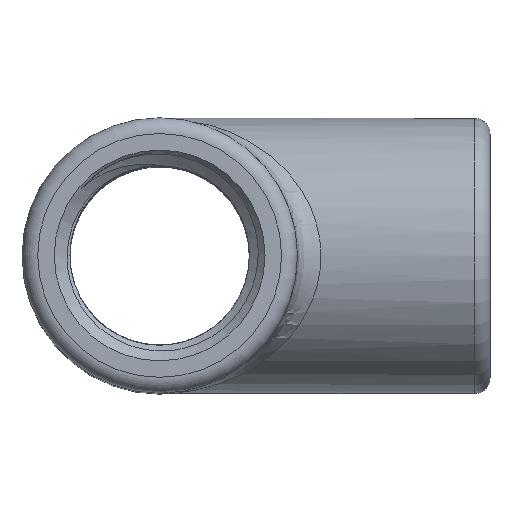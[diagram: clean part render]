
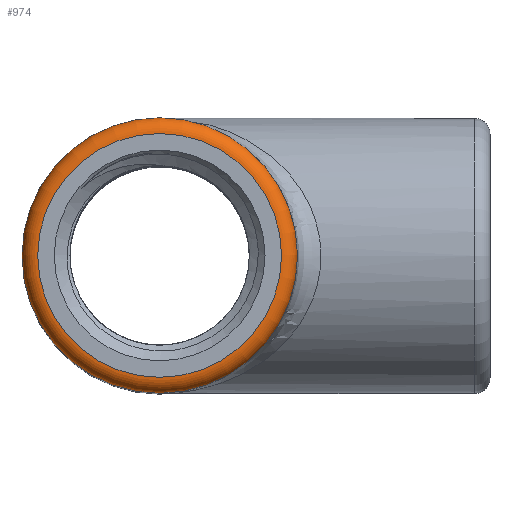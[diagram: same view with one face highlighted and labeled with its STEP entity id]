
A CAD part, top view. The second image highlights one B-rep face of the part: STEP entity #974.
In plain terms, the highlighted toroidal (fillet/blend) face has major radius 7.75 mm and minor radius 1 mm.
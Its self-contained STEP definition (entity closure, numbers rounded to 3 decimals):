
#25=TOROIDAL_SURFACE('',#1020,7.75,1.);
#36=CIRCLE('',#1000,7.75);
#43=CIRCLE('',#1013,8.75);
#444=ORIENTED_EDGE('',*,*,#615,.F.);
#445=ORIENTED_EDGE('',*,*,#624,.F.);
#615=EDGE_CURVE('',#773,#773,#36,.T.);
#624=EDGE_CURVE('',#779,#779,#43,.T.);
#773=VERTEX_POINT('',#9908);
#779=VERTEX_POINT('',#9927);
#894=EDGE_LOOP('',(#444));
#895=EDGE_LOOP('',(#445));
#936=FACE_BOUND('',#894,.T.);
#937=FACE_BOUND('',#895,.T.);
#974=ADVANCED_FACE('',(#936,#937),#25,.T.);
#1000=AXIS2_PLACEMENT_3D('',#9907,#1053,#1054);
#1013=AXIS2_PLACEMENT_3D('',#9926,#1079,#1080);
#1020=AXIS2_PLACEMENT_3D('',#9947,#1093,#1094);
#1053=DIRECTION('',(0.,0.,1.));
#1054=DIRECTION('',(1.,0.,0.));
#1079=DIRECTION('',(0.,0.,-1.));
#1080=DIRECTION('',(1.,0.,0.));
#1093=DIRECTION('',(0.,0.,1.));
#1094=DIRECTION('',(1.,0.,0.));
#9907=CARTESIAN_POINT('',(0.,0.,21.));
#9908=CARTESIAN_POINT('',(7.75,0.,21.));
#9926=CARTESIAN_POINT('',(0.,0.,20.));
#9927=CARTESIAN_POINT('',(8.75,0.,20.));
#9947=CARTESIAN_POINT('',(0.,0.,20.));
